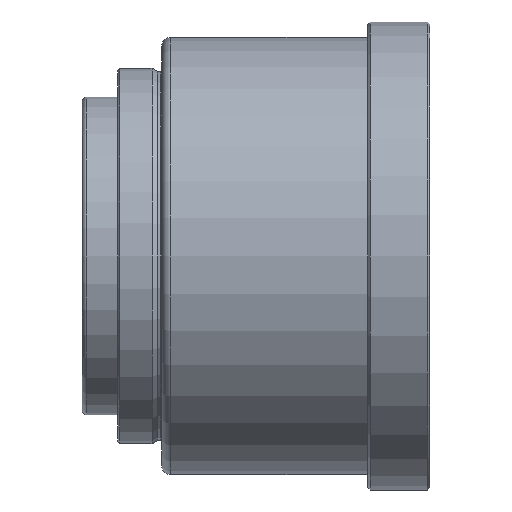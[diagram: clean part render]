
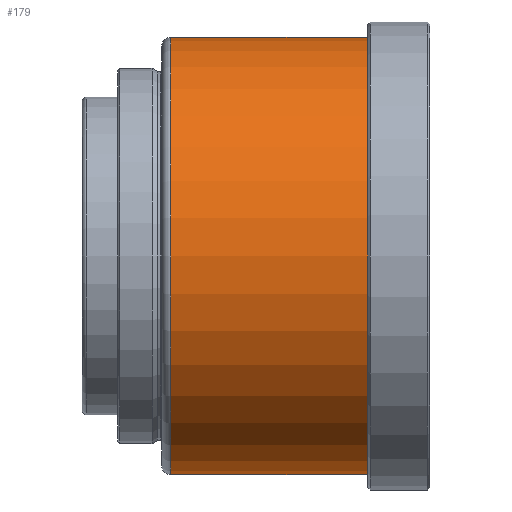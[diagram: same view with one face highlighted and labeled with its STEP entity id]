
A CAD part, front view. The second image highlights one B-rep face of the part: STEP entity #179.
In plain terms, the highlighted cylindrical face has radius 49.5 mm (diameter 99 mm), a partial arc.
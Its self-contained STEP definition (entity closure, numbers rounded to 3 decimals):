
#9 = EDGE_CURVE ( 'NONE', #249, #446, #208, .T. ) ;
#45 = CARTESIAN_POINT ( 'NONE',  ( 58., 0., -49.5 ) ) ;
#121 = DIRECTION ( 'NONE',  ( 1., 0., 0. ) ) ;
#131 = DIRECTION ( 'NONE',  ( 0., 0., -1. ) ) ;
#167 = VERTEX_POINT ( 'NONE', #846 ) ;
#179 = ADVANCED_FACE ( 'NONE', ( #522 ), #1054, .T. ) ;
#208 = CIRCLE ( 'NONE', #570, 49.5 ) ;
#241 = CARTESIAN_POINT ( 'NONE',  ( 13., 0., 0. ) ) ;
#249 = VERTEX_POINT ( 'NONE', #45 ) ;
#256 = VERTEX_POINT ( 'NONE', #793 ) ;
#345 = CARTESIAN_POINT ( 'NONE',  ( 58., 0., 49.5 ) ) ;
#379 = AXIS2_PLACEMENT_3D ( 'NONE', #1048, #1052, #1033 ) ;
#446 = VERTEX_POINT ( 'NONE', #345 ) ;
#522 = FACE_OUTER_BOUND ( 'NONE', #717, .T. ) ;
#549 = CIRCLE ( 'NONE', #1195, 49.5 ) ;
#570 = AXIS2_PLACEMENT_3D ( 'NONE', #1178, #1175, #1176 ) ;
#631 = EDGE_CURVE ( 'NONE', #167, #256, #549, .T. ) ;
#703 = CARTESIAN_POINT ( 'NONE',  ( -7., 0., 49.5 ) ) ;
#717 = EDGE_LOOP ( 'NONE', ( #789, #836, #829, #835 ) ) ;
#719 = DIRECTION ( 'NONE',  ( -1., 0., 0. ) ) ;
#720 = DIRECTION ( 'NONE',  ( -1., 0., 0. ) ) ;
#724 = CARTESIAN_POINT ( 'NONE',  ( -7., 0., -49.5 ) ) ;
#789 = ORIENTED_EDGE ( 'NONE', *, *, #1071, .F. ) ;
#793 = CARTESIAN_POINT ( 'NONE',  ( 13., 0., -49.5 ) ) ;
#813 = VECTOR ( 'NONE', #719, 1000. ) ;
#829 = ORIENTED_EDGE ( 'NONE', *, *, #1066, .T. ) ;
#835 = ORIENTED_EDGE ( 'NONE', *, *, #631, .T. ) ;
#836 = ORIENTED_EDGE ( 'NONE', *, *, #9, .T. ) ;
#846 = CARTESIAN_POINT ( 'NONE',  ( 13., 0., 49.5 ) ) ;
#918 = VECTOR ( 'NONE', #720, 1000. ) ;
#1033 = DIRECTION ( 'NONE',  ( 0., 0., 1. ) ) ;
#1048 = CARTESIAN_POINT ( 'NONE',  ( -7., 0., 0. ) ) ;
#1052 = DIRECTION ( 'NONE',  ( -1., 0., 0. ) ) ;
#1054 = CYLINDRICAL_SURFACE ( 'NONE', #379, 49.5 ) ;
#1066 = EDGE_CURVE ( 'NONE', #446, #167, #1211, .T. ) ;
#1071 = EDGE_CURVE ( 'NONE', #249, #256, #1159, .T. ) ;
#1159 = LINE ( 'NONE', #724, #918 ) ;
#1175 = DIRECTION ( 'NONE',  ( -1., 0., 0. ) ) ;
#1176 = DIRECTION ( 'NONE',  ( 0., 0., 1. ) ) ;
#1178 = CARTESIAN_POINT ( 'NONE',  ( 58., 0., 0. ) ) ;
#1195 = AXIS2_PLACEMENT_3D ( 'NONE', #241, #121, #131 ) ;
#1211 = LINE ( 'NONE', #703, #813 ) ;
